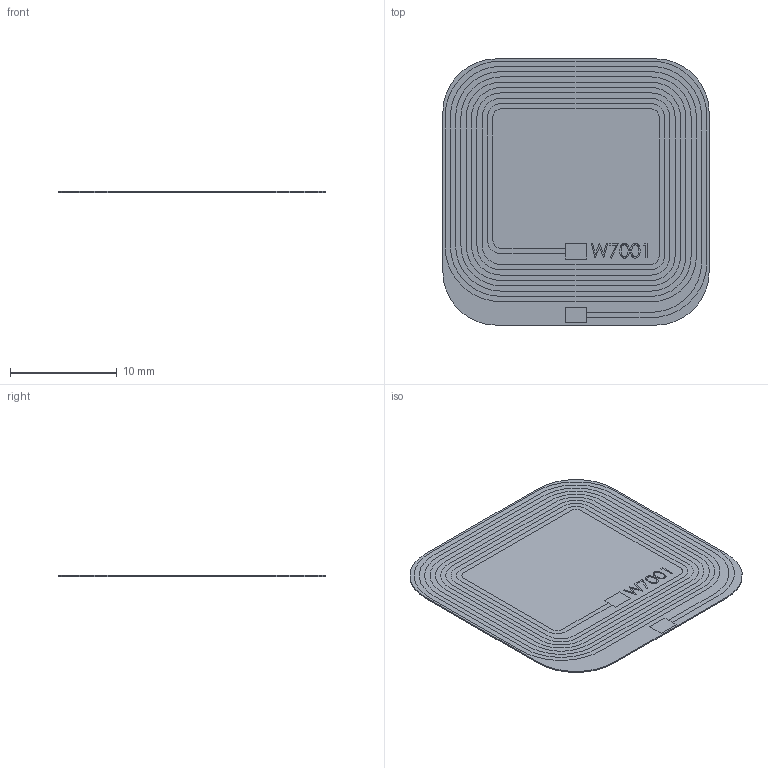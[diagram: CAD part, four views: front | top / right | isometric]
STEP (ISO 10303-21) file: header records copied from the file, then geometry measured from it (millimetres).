
FILE_DESCRIPTION (( 'STEP AP214' ), '1' );
FILE_NAME ('User Library-ANT_PULSE_W7001.STEP', '2019-01-18T10:41:35', ( '' ), ( '' ), 'SwSTEP 2.0', 'SolidWorks 2018', '' );
FILE_SCHEMA (( 'AUTOMOTIVE_DESIGN' ));
Length unit declared in the file: millimetre
Products named in the file (1): User Library-ANT_PULSE_W7001
Bounding box: 25 x 25 x 0.12 mm (x, y, z)
Volume: 72.4 mm3; surface area: 1218 mm2
Topology: 1 solids, 1 shells, 20 faces, 161 edges, 151 vertices
Faces by surface type: plane 16, cylinder 4
Entity records: 2267 total; most frequent: CARTESIAN_POINT 721, ORIENTED_EDGE 322, DIRECTION 233, EDGE_CURVE 161, VERTEX_POINT 151, VECTOR 95, LINE 95, AXIS2_PLACEMENT_3D 69
